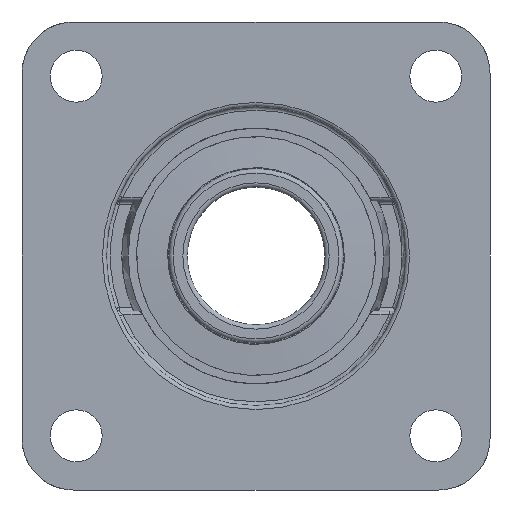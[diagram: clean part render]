
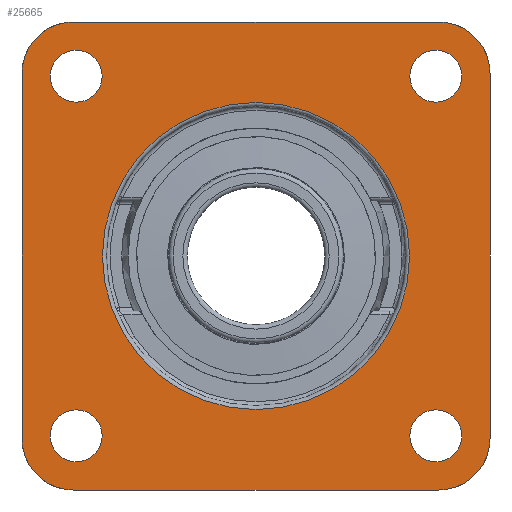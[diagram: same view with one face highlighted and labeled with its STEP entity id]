
A CAD part, front view. The second image highlights one B-rep face of the part: STEP entity #25665.
In plain terms, the highlighted face is planar.
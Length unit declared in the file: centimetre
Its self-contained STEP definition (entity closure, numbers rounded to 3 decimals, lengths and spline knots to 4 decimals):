
#25326=CARTESIAN_POINT('',(4.2113,-5.4,0.));
#25327=VERTEX_POINT('',#25326);
#25334=CARTESIAN_POINT('',(5.4,-4.2113,0.));
#25335=VERTEX_POINT('',#25334);
#25336=CARTESIAN_POINT('',(4.2113,-4.2113,0.));
#25337=DIRECTION('',(0.,0.,1.));
#25338=DIRECTION('',(1.,0.,-0.));
#25339=AXIS2_PLACEMENT_3D('',#25336,#25337,#25338);
#25340=CIRCLE('',#25339,1.1887);
#25341=EDGE_CURVE('',#25327,#25335,#25340,.T.);
#25358=CARTESIAN_POINT('',(0.,3.5433,0.));
#25359=VERTEX_POINT('',#25358);
#25386=CARTESIAN_POINT('',(0.,0.,0.));
#25387=DIRECTION('',(-0.,0.,-1.));
#25388=DIRECTION('',(-0.,-1.,0.));
#25389=AXIS2_PLACEMENT_3D('',#25386,#25387,#25388);
#25390=CIRCLE('',#25389,3.5433);
#25391=EDGE_CURVE('',#25359,#25359,#25390,.T.);
#25553=CARTESIAN_POINT('',(0.,0.,0.));
#25554=DIRECTION('',(0.,0.,1.));
#25555=DIRECTION('',(1.,0.,0.));
#25556=AXIS2_PLACEMENT_3D('',#25553,#25554,#25555);
#25557=PLANE('',#25556);
#25558=CARTESIAN_POINT('',(5.4,4.2113,0.));
#25559=VERTEX_POINT('',#25558);
#25560=CARTESIAN_POINT('',(5.4,12349.2113,0.));
#25561=DIRECTION('',(0.,-1.,0.));
#25562=VECTOR('',#25561,24690.);
#25563=LINE('',#25560,#25562);
#25564=EDGE_CURVE('',#25559,#25335,#25563,.T.);
#25565=ORIENTED_EDGE('',*,*,#25564,.T.);
#25566=ORIENTED_EDGE('',*,*,#25341,.F.);
#25567=CARTESIAN_POINT('',(-4.2113,-5.4,0.));
#25568=VERTEX_POINT('',#25567);
#25569=CARTESIAN_POINT('',(12349.2113,-5.4,0.));
#25570=DIRECTION('',(-1.,0.,0.));
#25571=VECTOR('',#25570,24690.);
#25572=LINE('',#25569,#25571);
#25573=EDGE_CURVE('',#25327,#25568,#25572,.T.);
#25574=ORIENTED_EDGE('',*,*,#25573,.T.);
#25575=CARTESIAN_POINT('',(-5.4,-4.2113,0.));
#25576=VERTEX_POINT('',#25575);
#25577=CARTESIAN_POINT('',(-4.2113,-4.2113,0.));
#25578=DIRECTION('',(0.,0.,1.));
#25579=DIRECTION('',(1.,0.,-0.));
#25580=AXIS2_PLACEMENT_3D('',#25577,#25578,#25579);
#25581=CIRCLE('',#25580,1.1887);
#25582=EDGE_CURVE('',#25576,#25568,#25581,.T.);
#25583=ORIENTED_EDGE('',*,*,#25582,.F.);
#25584=CARTESIAN_POINT('',(-5.4,4.2113,0.));
#25585=VERTEX_POINT('',#25584);
#25586=CARTESIAN_POINT('',(-5.4,-12349.2113,0.));
#25587=DIRECTION('',(0.,1.,0.));
#25588=VECTOR('',#25587,24690.);
#25589=LINE('',#25586,#25588);
#25590=EDGE_CURVE('',#25576,#25585,#25589,.T.);
#25591=ORIENTED_EDGE('',*,*,#25590,.T.);
#25592=CARTESIAN_POINT('',(-4.2113,5.4,0.));
#25593=VERTEX_POINT('',#25592);
#25594=CARTESIAN_POINT('',(-4.2113,4.2113,0.));
#25595=DIRECTION('',(0.,0.,1.));
#25596=DIRECTION('',(1.,0.,-0.));
#25597=AXIS2_PLACEMENT_3D('',#25594,#25595,#25596);
#25598=CIRCLE('',#25597,1.1887);
#25599=EDGE_CURVE('',#25593,#25585,#25598,.T.);
#25600=ORIENTED_EDGE('',*,*,#25599,.F.);
#25601=CARTESIAN_POINT('',(4.2113,5.4,0.));
#25602=VERTEX_POINT('',#25601);
#25603=CARTESIAN_POINT('',(-12349.2113,5.4,0.));
#25604=DIRECTION('',(1.,0.,-0.));
#25605=VECTOR('',#25604,24690.);
#25606=LINE('',#25603,#25605);
#25607=EDGE_CURVE('',#25593,#25602,#25606,.T.);
#25608=ORIENTED_EDGE('',*,*,#25607,.T.);
#25609=CARTESIAN_POINT('',(4.2113,4.2113,0.));
#25610=DIRECTION('',(0.,0.,1.));
#25611=DIRECTION('',(1.,0.,-0.));
#25612=AXIS2_PLACEMENT_3D('',#25609,#25610,#25611);
#25613=CIRCLE('',#25612,1.1887);
#25614=EDGE_CURVE('',#25559,#25602,#25613,.T.);
#25615=ORIENTED_EDGE('',*,*,#25614,.F.);
#25616=EDGE_LOOP('',(#25565,#25566,#25574,#25583,#25591,#25600,#25608,#25615));
#25617=FACE_BOUND('',#25616,.T.);
#25618=CARTESIAN_POINT('',(-4.75,4.15,0.));
#25619=VERTEX_POINT('',#25618);
#25620=CARTESIAN_POINT('',(-4.15,4.15,0.));
#25621=DIRECTION('',(0.,0.,1.));
#25622=DIRECTION('',(1.,0.,-0.));
#25623=AXIS2_PLACEMENT_3D('',#25620,#25621,#25622);
#25624=CIRCLE('',#25623,0.6);
#25625=EDGE_CURVE('',#25619,#25619,#25624,.T.);
#25626=ORIENTED_EDGE('',*,*,#25625,.T.);
#25627=EDGE_LOOP('',(#25626));
#25628=FACE_BOUND('',#25627,.T.);
#25629=CARTESIAN_POINT('',(-4.15,-4.75,0.));
#25630=VERTEX_POINT('',#25629);
#25631=CARTESIAN_POINT('',(-4.15,-4.15,0.));
#25632=DIRECTION('',(0.,0.,1.));
#25633=DIRECTION('',(-0.,1.,0.));
#25634=AXIS2_PLACEMENT_3D('',#25631,#25632,#25633);
#25635=CIRCLE('',#25634,0.6);
#25636=EDGE_CURVE('',#25630,#25630,#25635,.T.);
#25637=ORIENTED_EDGE('',*,*,#25636,.T.);
#25638=EDGE_LOOP('',(#25637));
#25639=FACE_BOUND('',#25638,.T.);
#25640=CARTESIAN_POINT('',(4.75,-4.15,0.));
#25641=VERTEX_POINT('',#25640);
#25642=CARTESIAN_POINT('',(4.15,-4.15,0.));
#25643=DIRECTION('',(0.,0.,1.));
#25644=DIRECTION('',(-1.,-0.,0.));
#25645=AXIS2_PLACEMENT_3D('',#25642,#25643,#25644);
#25646=CIRCLE('',#25645,0.6);
#25647=EDGE_CURVE('',#25641,#25641,#25646,.T.);
#25648=ORIENTED_EDGE('',*,*,#25647,.T.);
#25649=EDGE_LOOP('',(#25648));
#25650=FACE_BOUND('',#25649,.T.);
#25651=CARTESIAN_POINT('',(4.15,4.75,0.));
#25652=VERTEX_POINT('',#25651);
#25653=CARTESIAN_POINT('',(4.15,4.15,0.));
#25654=DIRECTION('',(0.,0.,1.));
#25655=DIRECTION('',(0.,-1.,0.));
#25656=AXIS2_PLACEMENT_3D('',#25653,#25654,#25655);
#25657=CIRCLE('',#25656,0.6);
#25658=EDGE_CURVE('',#25652,#25652,#25657,.T.);
#25659=ORIENTED_EDGE('',*,*,#25658,.T.);
#25660=EDGE_LOOP('',(#25659));
#25661=FACE_BOUND('',#25660,.T.);
#25662=ORIENTED_EDGE('',*,*,#25391,.F.);
#25663=EDGE_LOOP('',(#25662));
#25664=FACE_BOUND('',#25663,.T.);
#25665=ADVANCED_FACE('',(#25617,#25628,#25639,#25650,#25661,#25664),#25557,.F.);
